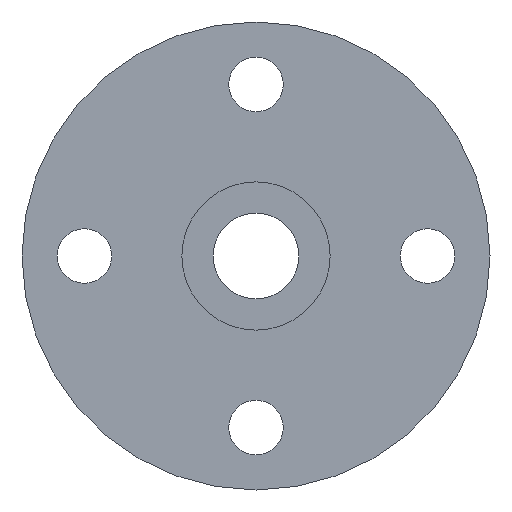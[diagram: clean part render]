
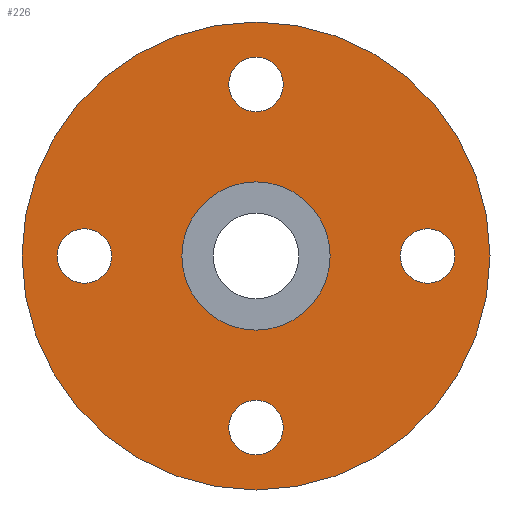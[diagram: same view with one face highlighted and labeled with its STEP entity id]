
A CAD part, left-side view. The second image highlights one B-rep face of the part: STEP entity #226.
In plain terms, the highlighted planar face has unit normal (-1, 0, 0).
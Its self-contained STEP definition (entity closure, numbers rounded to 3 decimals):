
#32=ORIENTED_EDGE('',*,*,#74,.T.);
#33=ORIENTED_EDGE('',*,*,#75,.T.);
#34=ORIENTED_EDGE('',*,*,#76,.T.);
#35=ORIENTED_EDGE('',*,*,#77,.T.);
#36=ORIENTED_EDGE('',*,*,#78,.T.);
#37=ORIENTED_EDGE('',*,*,#79,.F.);
#74=EDGE_CURVE('',#95,#95,#116,.T.);
#75=EDGE_CURVE('',#96,#96,#117,.T.);
#76=EDGE_CURVE('',#97,#97,#118,.T.);
#77=EDGE_CURVE('',#98,#98,#119,.T.);
#78=EDGE_CURVE('',#99,#99,#120,.T.);
#79=EDGE_CURVE('',#100,#100,#121,.T.);
#95=VERTEX_POINT('',#375);
#96=VERTEX_POINT('',#377);
#97=VERTEX_POINT('',#379);
#98=VERTEX_POINT('',#381);
#99=VERTEX_POINT('',#383);
#100=VERTEX_POINT('',#385);
#116=CIRCLE('',#257,4.75);
#117=CIRCLE('',#258,1.75);
#118=CIRCLE('',#259,1.75);
#119=CIRCLE('',#260,1.75);
#120=CIRCLE('',#261,1.75);
#121=CIRCLE('',#262,15.);
#137=EDGE_LOOP('',(#32));
#138=EDGE_LOOP('',(#33));
#139=EDGE_LOOP('',(#34));
#140=EDGE_LOOP('',(#35));
#141=EDGE_LOOP('',(#36));
#142=EDGE_LOOP('',(#37));
#179=FACE_BOUND('',#137,.T.);
#180=FACE_BOUND('',#138,.T.);
#181=FACE_BOUND('',#139,.T.);
#182=FACE_BOUND('',#140,.T.);
#183=FACE_BOUND('',#141,.T.);
#184=FACE_BOUND('',#142,.T.);
#221=PLANE('',#256);
#226=ADVANCED_FACE('',(#179,#180,#181,#182,#183,#184),#221,.T.);
#256=AXIS2_PLACEMENT_3D('',#373,#296,#297);
#257=AXIS2_PLACEMENT_3D('',#374,#298,#299);
#258=AXIS2_PLACEMENT_3D('',#376,#300,#301);
#259=AXIS2_PLACEMENT_3D('',#378,#302,#303);
#260=AXIS2_PLACEMENT_3D('',#380,#304,#305);
#261=AXIS2_PLACEMENT_3D('',#382,#306,#307);
#262=AXIS2_PLACEMENT_3D('',#384,#308,#309);
#296=DIRECTION('',(-1.,0.,0.));
#297=DIRECTION('',(0.,0.,1.));
#298=DIRECTION('',(1.,0.,0.));
#299=DIRECTION('',(0.,0.,-1.));
#300=DIRECTION('',(1.,0.,0.));
#301=DIRECTION('',(0.,0.,-1.));
#302=DIRECTION('',(1.,0.,0.));
#303=DIRECTION('',(0.,0.,-1.));
#304=DIRECTION('',(1.,0.,0.));
#305=DIRECTION('',(0.,0.,-1.));
#306=DIRECTION('',(1.,0.,0.));
#307=DIRECTION('',(0.,0.,-1.));
#308=DIRECTION('',(1.,0.,0.));
#309=DIRECTION('',(0.,0.,-1.));
#373=CARTESIAN_POINT('',(0.,15.,0.));
#374=CARTESIAN_POINT('',(0.,0.,0.));
#375=CARTESIAN_POINT('',(0.,0.,-4.75));
#376=CARTESIAN_POINT('',(0.,11.,0.));
#377=CARTESIAN_POINT('',(0.,11.,-1.75));
#378=CARTESIAN_POINT('',(0.,0.,11.));
#379=CARTESIAN_POINT('',(0.,0.,9.25));
#380=CARTESIAN_POINT('',(0.,-11.,0.));
#381=CARTESIAN_POINT('',(0.,-11.,-1.75));
#382=CARTESIAN_POINT('',(0.,0.,-11.));
#383=CARTESIAN_POINT('',(0.,0.,-12.75));
#384=CARTESIAN_POINT('',(0.,0.,0.));
#385=CARTESIAN_POINT('',(0.,0.,-15.));
